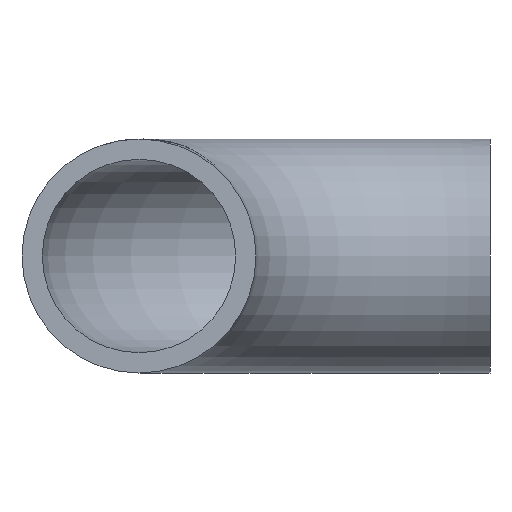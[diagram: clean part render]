
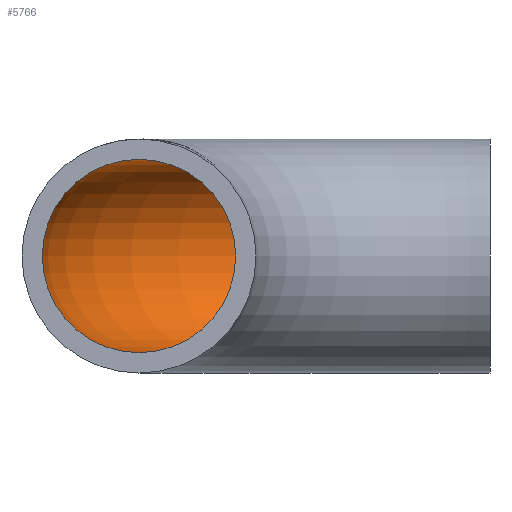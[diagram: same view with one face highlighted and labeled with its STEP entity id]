
A CAD part, front view. The second image highlights one B-rep face of the part: STEP entity #5766.
In plain terms, the highlighted toroidal (fillet/blend) face has major radius 28.575 mm and minor radius 7.874 mm.
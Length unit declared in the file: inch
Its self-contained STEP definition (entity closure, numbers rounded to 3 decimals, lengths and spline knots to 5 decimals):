
#15=CIRCLE('',#5937,0.31);
#16=CIRCLE('',#5938,0.31);
#48=FACE_BOUND('',#1599,.T.);
#1245=FACE_OUTER_BOUND('',#1598,.T.);
#1598=EDGE_LOOP('',(#5379));
#1599=EDGE_LOOP('',(#5380));
#2767=VERTEX_POINT('',#13178);
#2768=VERTEX_POINT('',#13180);
#3641=EDGE_CURVE('',#2767,#2767,#15,.T.);
#3642=EDGE_CURVE('',#2768,#2768,#16,.T.);
#5379=ORIENTED_EDGE('',*,*,#3641,.F.);
#5380=ORIENTED_EDGE('',*,*,#3642,.F.);
#5421=TOROIDAL_SURFACE('',#5936,1.125,0.31);
#5766=ADVANCED_FACE('',(#1245,#48),#5421,.F.);
#5936=AXIS2_PLACEMENT_3D('',#13177,#6560,#6561);
#5937=AXIS2_PLACEMENT_3D('',#13179,#6562,#6563);
#5938=AXIS2_PLACEMENT_3D('',#13181,#6564,#6565);
#6560=DIRECTION('center_axis',(0.,0.,-1.));
#6561=DIRECTION('ref_axis',(-1.,0.,0.));
#6562=DIRECTION('center_axis',(-1.,0.,0.));
#6563=DIRECTION('ref_axis',(0.,1.,0.));
#6564=DIRECTION('center_axis',(0.,1.,0.));
#6565=DIRECTION('ref_axis',(-1.,0.,0.));
#13177=CARTESIAN_POINT('Origin',(1.125,0.,0.));
#13178=CARTESIAN_POINT('',(1.125,1.435,0.));
#13179=CARTESIAN_POINT('Origin',(1.125,1.125,0.));
#13180=CARTESIAN_POINT('',(-0.31,0.,0.));
#13181=CARTESIAN_POINT('Origin',(0.,0.,0.));
